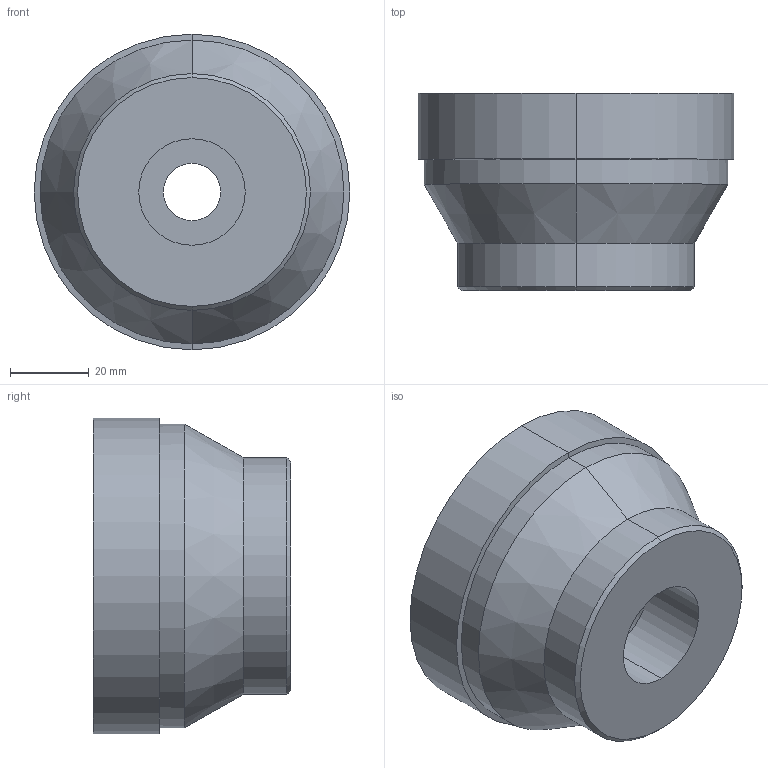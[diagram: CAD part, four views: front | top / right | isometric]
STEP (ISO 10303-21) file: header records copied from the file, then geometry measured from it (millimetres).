
FILE_DESCRIPTION (( 'STEP AP214' ), '1' );
FILE_NAME ('730M W D80.step', '2018-03-27T12:44:46', ( '' ), ( '' ), 'SwSTEP 2.0', 'SolidWorks 2016', '' );
FILE_SCHEMA (( 'AUTOMOTIVE_DESIGN' ));
Length unit declared in the file: millimetre
Products named in the file (1): 730M W D80
Bounding box: 80 x 50 x 80 mm (x, y, z)
Volume: 176337.5 mm3; surface area: 22833.5 mm2
Topology: 1 solids, 1 shells, 33 faces, 66 edges, 36 vertices
Faces by surface type: cone 16, cylinder 12, plane 3, torus 2
Entity records: 884 total; most frequent: DIRECTION 172, CARTESIAN_POINT 136, ORIENTED_EDGE 132, AXIS2_PLACEMENT_3D 72, EDGE_CURVE 66, CIRCLE 38, VERTEX_POINT 36, EDGE_LOOP 36
